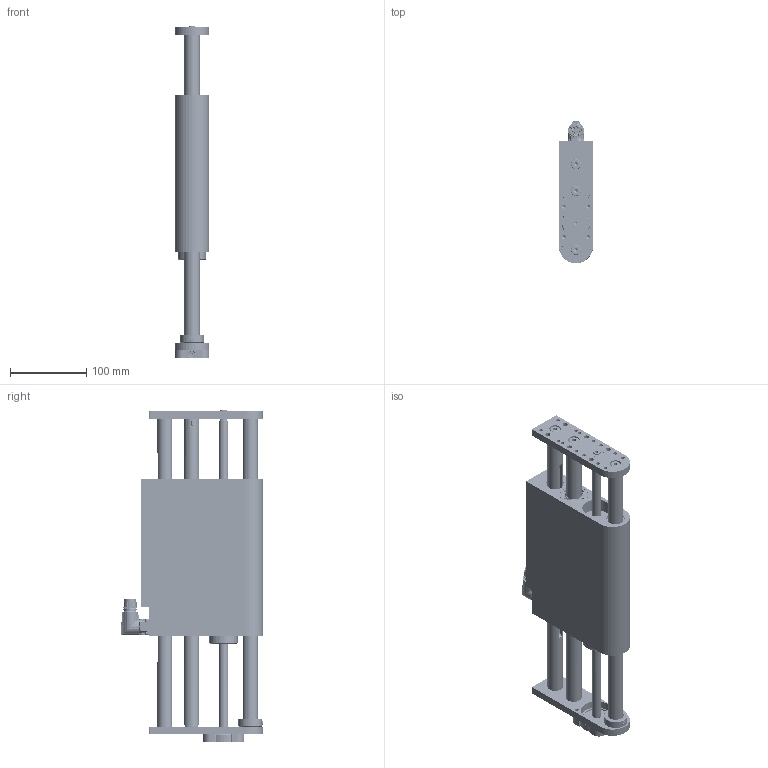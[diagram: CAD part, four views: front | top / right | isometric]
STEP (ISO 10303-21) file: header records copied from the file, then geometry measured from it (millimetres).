
FILE_DESCRIPTION (( 'STEP AP214' ), '1' );
FILE_NAME ('0186-2074_250416_DM03-37x120F-HP-R-185_CS10_MSxx_EN02.STEP', '2025-04-16T12:33:35', ( '' ), ( '' ), 'SwSTEP 2.0', 'SolidWorks 2024', '' );
FILE_SCHEMA (( 'AUTOMOTIVE_DESIGN' ));
Length unit declared in the file: millimetre
Products named in the file (43): 0180-3467_DM03k-MSD; Gehäuse_89790a~0; 0160-0811_Gew.-Stift_I-6kt_K-k_M6x5_INOX; 0186-1853_MS01-37x200-PR_MS01-R37x155; 0180-2695_DM01k-37-AGS; 0230-0973_Gew.-Stift_I-6kt_R-sch_M6x6_INOX; DM03h-37x120F-HP-R_EN02_POS0; 0230-0965_Gew.-Stift_I-6kt_K-k_M4x4_v-b; 0150-5852_MB01-ABS!BiSS-25; 0180-2998_DM03k-37-SAP; 0230-0966_Gew.-Stift_I-6kt_K-k_M4x8_v-b; 0180-2888_Z01k-SR-31x20x10; DM03h-37x120F-HP-R_185_EN02; Typenschild_89790f~0_unbedruckt _Standard_; 0230-0035_zyl.-schr._i-6kt_M5x14_8.8_v-b; 0230-0721_Zyl.-Stift_5x16_STAHL-GH; 0186-1478_PL01-20x410!360-HP-SF_PL01-20x410!360-HP-SF; 0230-1198_Gew.-Stift_I-6kt_K-k_M6x6_v-b; 0180-2659_DM03k-37-MSH; 0186-2074_250416_DM03-37x120F-HP-R-185_CS10_MSxx_EN02; 112739-7; DL03h-37x120F-HP-R-185_MSxx_EN02; 0230-0332_Lins.-Schr_I-6rd_M2.5x6_INOX-Tuf; 0230-0045_zyl.-schr._i-6kt_M5x16_8.8_v-b; MC01-Rw!m_fuss_Fuss; Kabel_89790b~0; DL01-20x...-SSC_EN02_DL01-20x407-SSC_EN02; 0180-4127_DM03k-37-KAS; 0230-1041_Senk.-Schr_I-6kt_M4x6_10.9_v-b; 0230-0692_Linearkugellager_LBBR_20-LS-LGFP; MS02-1!D-BiSS; 0180-2753_DM03k-37-MSV; 0150-3128_MC01-Rw!m_GANZ; 0150-4038_PAW01-20-LF_PAW01-20; 0230-0187_zyl.-schr._i-6kt_M5x12_8.8_v-b; 0250-1034_MA01-PR02-2.9_MA01-PR02-DH-2,9; Verguss_89790d~0; LED_89790c~0; Kabelschelle_89790e~0; 0186-1855_ML01-12x415!200-xx_200-xx_FE_ML01-12x650!320 ...
Assembly tree (76 placements, depth 5):
  0186-2074_250416_DM03-37x120F-HP-R-185_CS10_MSxx_EN02
    DM03h-37x120F-HP-R_185_EN02
      DM03h-37x120F-HP-R_EN02_POS0
        DSB03k-37x206_EN02
        0230-0965_Gew.-Stift_I-6kt_K-k_M4x4_v-b  x5
        0230-0692_Linearkugellager_LBBR_20-LS-LGFP  x4
        0150-3128_MC01-Rw!m_GANZ
          112739-7
          MC01-Rw!m_fuss_Fuss
        0230-0332_Lins.-Schr_I-6rd_M2.5x6_INOX-Tuf  x4
        0180-2695_DM01k-37-AGS
        0180-4127_DM03k-37-KAS
        0150-4038_PAW01-20-LF_PAW01-20  x2
        0230-0966_Gew.-Stift_I-6kt_K-k_M4x8_v-b  x9
        0230-1198_Gew.-Stift_I-6kt_K-k_M6x6_v-b  x4
      0186-1853_MS01-37x200-PR_MS01-R37x155
      0180-2998_DM03k-37-SAP  x2
      0230-0187_zyl.-schr._i-6kt_M5x12_8.8_v-b  x4
      0230-0045_zyl.-schr._i-6kt_M5x16_8.8_v-b  x2
      0230-0721_Zyl.-Stift_5x16_STAHL-GH  x2
      MS02-1!D-BiSS
        Gehäuse_89790a~0
        Kabel_89790b~0
        LED_89790c~0
        Verguss_89790d~0
        Kabelschelle_89790e~0
        Typenschild_89790f~0_unbedruckt _Standard_
      0160-0811_Gew.-Stift_I-6kt_K-k_M6x5_INOX  x2
    DL03h-37x120F-HP-R-185_MSxx_EN02
      0180-2659_DM03k-37-MSH
      0180-2753_DM03k-37-MSV
      DL01-20x...-SSC_EN02_DL01-20x407-SSC_EN02
      DL01h-20x14x...-2xM16_DL01h-20x14x407-2xM16
      0186-1478_PL01-20x410!360-HP-SF_PL01-20x410!360-HP-SF
      0186-1855_ML01-12x415!200-xx_200-xx_FE_ML01-12x650!320
      0230-0168_Zyl.-Schr_I-6kt_n-K_M8x16_8.8_v-b  x5
      0250-1034_MA01-PR02-2.9_MA01-PR02-DH-2,9
      0230-0035_zyl.-schr._i-6kt_M5x14_8.8_v-b
      0150-5852_MB01-ABS!BiSS-25
      0230-0973_Gew.-Stift_I-6kt_R-sch_M6x6_INOX
      0180-2888_Z01k-SR-31x20x10
      0180-3467_DM03k-MSD
      0230-1041_Senk.-Schr_I-6kt_M4x6_10.9_v-b  x2
Bounding box: 45 x 186.55 x 434.3 mm (x, y, z)
Volume: 1598923.2 mm3; surface area: 481587.9 mm2
Topology: 77 solids, 77 shells, 5035 faces, 12307 edges, 7568 vertices
Faces by surface type: plane 1768, cylinder 1187, cone 1013, bspline 937, torus 129, sphere 1
Full cylindrical faces by diameter (mm): 0.6 x5, 1 x4, 1.1 x5, 2 x2, 2.05 x4, 2.1 x4, 2.5 x3, 2.501 x48, 2.7 x4, 2.845 x1, 2.92 x1, 3 x1, 3.2 x3, 3.3 x39, 3.302 x1, 3.7 x2, 4 x126, 4.2 x16, 4.5 x2, 4.8 x1, 5 x164, 5.1 x1, 5.2 x14, 5.5 x9, 6 x34, 6.4 x16, 6.6 x6, 6.8 x7, 7.53 x2, 8 x56
Entity records: 150152 total; most frequent: CARTESIAN_POINT 66231, ORIENTED_EDGE 15846, DIRECTION 13072, EDGE_CURVE 7923, VERTEX_POINT 5357, AXIS2_PLACEMENT_3D 4845, EDGE_LOOP 4534, FACE_OUTER_BOUND 3863
